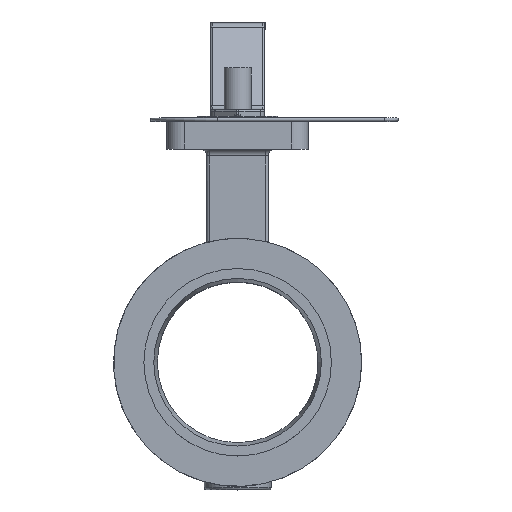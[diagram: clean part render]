
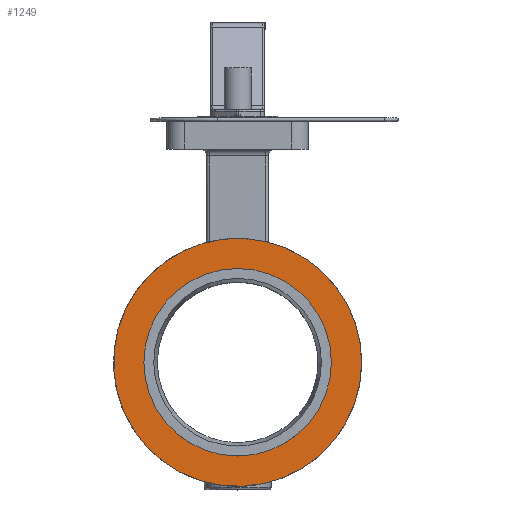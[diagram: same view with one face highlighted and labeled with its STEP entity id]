
A CAD part, top view. The second image highlights one B-rep face of the part: STEP entity #1249.
In plain terms, the highlighted planar face has unit normal (0, 0, 1).
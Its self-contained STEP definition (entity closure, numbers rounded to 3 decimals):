
#1249 = ADVANCED_FACE ( 'NONE', ( #17220, #8676 ), #1765, .T. ) ;
#1764 = AXIS2_PLACEMENT_3D ( 'NONE', #7471, #10501, #16608 ) ;
#1765 = PLANE ( 'NONE',  #18658 ) ;
#1859 = CARTESIAN_POINT ( 'NONE',  ( 0., 58.801, 31.75 ) ) ;
#2548 = AXIS2_PLACEMENT_3D ( 'NONE', #5782, #7491, #9058 ) ;
#3056 = VERTEX_POINT ( 'NONE', #6286 ) ;
#3541 = EDGE_LOOP ( 'NONE', ( #7254 ) ) ;
#5026 = CARTESIAN_POINT ( 'NONE',  ( 42.469, 0., 31.75 ) ) ;
#5782 = CARTESIAN_POINT ( 'NONE',  ( 0., 0., 31.75 ) ) ;
#6286 = CARTESIAN_POINT ( 'NONE',  ( 58.801, 0., 31.75 ) ) ;
#7254 = ORIENTED_EDGE ( 'NONE', *, *, #13868, .F. ) ;
#7471 = CARTESIAN_POINT ( 'NONE',  ( 0., 0., 31.75 ) ) ;
#7491 = DIRECTION ( 'NONE',  ( 0., 0., -1. ) ) ;
#7532 = EDGE_CURVE ( 'NONE', #16488, #16488, #17315, .T. ) ;
#7861 = DIRECTION ( 'NONE',  ( 1., 0., 0. ) ) ;
#8676 = FACE_BOUND ( 'NONE', #13616, .T. ) ;
#9058 = DIRECTION ( 'NONE',  ( 1., 0., 0. ) ) ;
#9353 = DIRECTION ( 'NONE',  ( 0., 0., 1. ) ) ;
#10501 = DIRECTION ( 'NONE',  ( 0., 0., -1. ) ) ;
#13616 = EDGE_LOOP ( 'NONE', ( #17339 ) ) ;
#13868 = EDGE_CURVE ( 'NONE', #3056, #3056, #19402, .T. ) ;
#16488 = VERTEX_POINT ( 'NONE', #5026 ) ;
#16608 = DIRECTION ( 'NONE',  ( 1., 0., 0. ) ) ;
#17220 = FACE_OUTER_BOUND ( 'NONE', #3541, .T. ) ;
#17315 = CIRCLE ( 'NONE', #1764, 42.469 ) ;
#17339 = ORIENTED_EDGE ( 'NONE', *, *, #7532, .T. ) ;
#18658 = AXIS2_PLACEMENT_3D ( 'NONE', #1859, #9353, #7861 ) ;
#19402 = CIRCLE ( 'NONE', #2548, 58.801 ) ;
